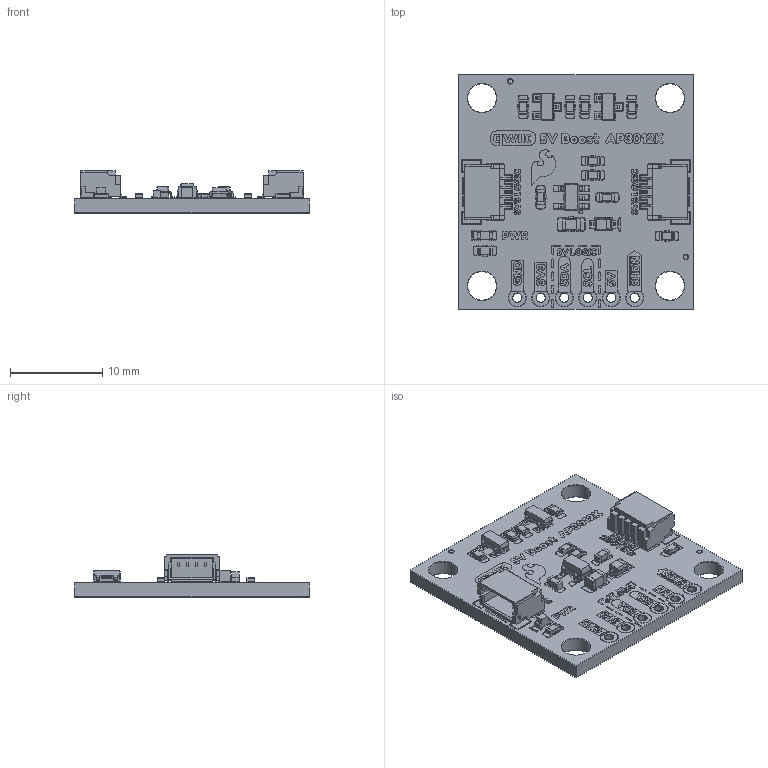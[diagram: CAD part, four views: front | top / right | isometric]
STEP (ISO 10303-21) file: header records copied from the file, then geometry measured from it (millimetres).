
FILE_DESCRIPTION(('KiCad electronic assembly'),'2;1');
FILE_NAME('SparkFun_Qwiic_5V_Boost_AP3012K.step','2025-04-01T15:37:46',( 'Pcbnew'),('Kicad'),'Open CASCADE STEP processor 7.8', 'KiCad to STEP converter','Unknown');
FILE_SCHEMA(('AUTOMOTIVE_DESIGN { 1 0 10303 214 1 1 1 1 }'));
Length unit declared in the file: millimetre
Products named in the file (13): SparkFun_Qwiic_5V_Boost_AP3012K 1; SOT-23-5; LED_0603_1608Metric_Red; Qwiic-Horizontal; C_0603_1608Metric; R_0603_1608Metric; SOT-23; C_0805_2012Metric; D_SOD-323; SparkFun_Qwiic_5V_Boost_AP3012K_pad; SparkFun_Qwiic_5V_Boost_AP3012K_silkscreen; SparkFun_Qwiic_5V_Boost_AP3012K_soldermask; SparkFun_Qwiic_5V_Boost_AP3012K_PCB
Assembly tree (22 placements, depth 2):
  SparkFun_Qwiic_5V_Boost_AP3012K 1
    SOT-23-5
    LED_0603_1608Metric_Red
    Qwiic-Horizontal  x2
    C_0603_1608Metric  x2
    R_0603_1608Metric  x8
    SOT-23  x2
    C_0805_2012Metric
    D_SOD-323
    SparkFun_Qwiic_5V_Boost_AP3012K_pad
    SparkFun_Qwiic_5V_Boost_AP3012K_silkscreen
    SparkFun_Qwiic_5V_Boost_AP3012K_soldermask
    SparkFun_Qwiic_5V_Boost_AP3012K_PCB
Bounding box: 25.4 x 25.4 x 4.62 mm (x, y, z)
Volume: 1033.5 mm3; surface area: 3465 mm2
Topology: 115 solids, 294 shells, 1863 faces, 9811 edges, 8359 vertices
Faces by surface type: plane 1366, cylinder 388, bspline 109
Full cylindrical faces by diameter (mm): 0.5 x4, 0.966 x18, 1.016 x14, 1.88 x12, 3.1 x4
Entity records: 87006 total; most frequent: CARTESIAN_POINT 17623, DIRECTION 12295, ORIENTED_EDGE 11203, EDGE_CURVE 8439, VERTEX_POINT 7471, LINE 6969, VECTOR 6969, AXIS2_PLACEMENT_3D 2663
